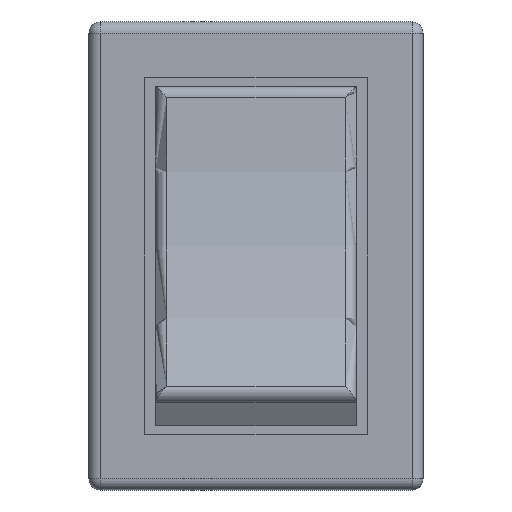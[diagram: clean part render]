
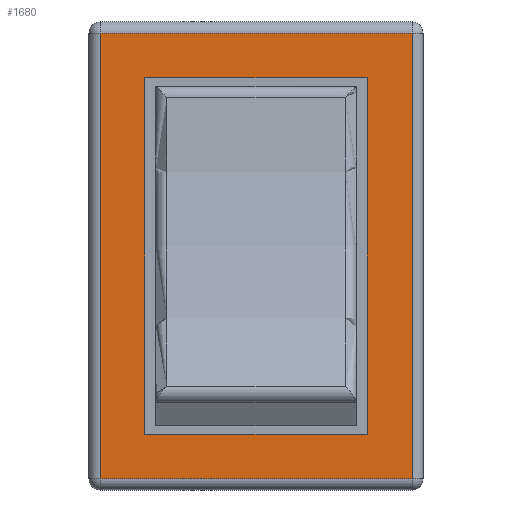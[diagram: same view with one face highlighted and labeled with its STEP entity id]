
A CAD part, front view. The second image highlights one B-rep face of the part: STEP entity #1680.
In plain terms, the highlighted planar face has unit normal (0, -1, 0).
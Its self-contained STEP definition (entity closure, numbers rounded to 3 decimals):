
#677 = CYLINDRICAL_SURFACE('',#678,0.5);
#678 = AXIS2_PLACEMENT_3D('',#679,#680,#681);
#679 = CARTESIAN_POINT('',(-1.,-1.5,19.25));
#680 = DIRECTION('',(1.,0.,0.));
#681 = DIRECTION('',(0.,0.,1.));
#925 = PLANE('',#926);
#926 = AXIS2_PLACEMENT_3D('',#927,#928,#929);
#927 = CARTESIAN_POINT('',(1.5,0.,1.25));
#928 = DIRECTION('',(0.,0.,1.));
#929 = DIRECTION('',(1.,0.,0.));
#953 = PLANE('',#954);
#954 = AXIS2_PLACEMENT_3D('',#955,#956,#957);
#955 = CARTESIAN_POINT('',(11.5,0.,1.25));
#956 = DIRECTION('',(-1.,0.,0.));
#957 = DIRECTION('',(0.,0.,1.));
#981 = PLANE('',#982);
#982 = AXIS2_PLACEMENT_3D('',#983,#984,#985);
#983 = CARTESIAN_POINT('',(11.5,0.,17.25));
#984 = DIRECTION('',(0.,0.,-1.));
#985 = DIRECTION('',(-1.,0.,0.));
#1007 = PLANE('',#1008);
#1008 = AXIS2_PLACEMENT_3D('',#1009,#1010,#1011);
#1009 = CARTESIAN_POINT('',(1.5,0.,17.25));
#1010 = DIRECTION('',(1.,0.,0.));
#1011 = DIRECTION('',(0.,0.,-1.));
#1128 = VERTEX_POINT('',#1129);
#1129 = CARTESIAN_POINT('',(-0.5,-2.,19.25));
#1149 = EDGE_CURVE('',#1128,#1150,#1152,.T.);
#1150 = VERTEX_POINT('',#1151);
#1151 = CARTESIAN_POINT('',(13.5,-2.,19.25));
#1152 = SURFACE_CURVE('',#1153,(#1157,#1163),.PCURVE_S1.);
#1153 = LINE('',#1154,#1155);
#1154 = CARTESIAN_POINT('',(-1.,-2.,19.25));
#1155 = VECTOR('',#1156,1.);
#1156 = DIRECTION('',(1.,0.,0.));
#1157 = PCURVE('',#677,#1158);
#1158 = DEFINITIONAL_REPRESENTATION('',(#1159),#1162);
#1159 = B_SPLINE_CURVE_WITH_KNOTS('',1,(#1160,#1161),.UNSPECIFIED.,.F.,
  .F.,(2,2),(0.5,14.5),.PIECEWISE_BEZIER_KNOTS.);
#1160 = CARTESIAN_POINT('',(1.571,0.5));
#1161 = CARTESIAN_POINT('',(1.571,14.5));
#1162 = ( GEOMETRIC_REPRESENTATION_CONTEXT(2) 
PARAMETRIC_REPRESENTATION_CONTEXT() REPRESENTATION_CONTEXT('2D SPACE',''
  ) );
#1163 = PCURVE('',#1164,#1169);
#1164 = PLANE('',#1165);
#1165 = AXIS2_PLACEMENT_3D('',#1166,#1167,#1168);
#1166 = CARTESIAN_POINT('',(6.5,-2.,9.25));
#1167 = DIRECTION('',(0.,1.,0.));
#1168 = DIRECTION('',(0.,0.,1.));
#1169 = DEFINITIONAL_REPRESENTATION('',(#1170),#1174);
#1170 = LINE('',#1171,#1172);
#1171 = CARTESIAN_POINT('',(10.,-7.5));
#1172 = VECTOR('',#1173,1.);
#1173 = DIRECTION('',(0.,1.));
#1174 = ( GEOMETRIC_REPRESENTATION_CONTEXT(2) 
PARAMETRIC_REPRESENTATION_CONTEXT() REPRESENTATION_CONTEXT('2D SPACE',''
  ) );
#1236 = CYLINDRICAL_SURFACE('',#1237,0.5);
#1237 = AXIS2_PLACEMENT_3D('',#1238,#1239,#1240);
#1238 = CARTESIAN_POINT('',(-0.5,-1.5,-1.25));
#1239 = DIRECTION('',(0.,0.,1.));
#1240 = DIRECTION('',(-1.,0.,0.));
#1269 = CYLINDRICAL_SURFACE('',#1270,0.5);
#1270 = AXIS2_PLACEMENT_3D('',#1271,#1272,#1273);
#1271 = CARTESIAN_POINT('',(13.5,-1.5,19.75));
#1272 = DIRECTION('',(0.,0.,-1.));
#1273 = DIRECTION('',(1.,0.,0.));
#1423 = CYLINDRICAL_SURFACE('',#1424,0.5);
#1424 = AXIS2_PLACEMENT_3D('',#1425,#1426,#1427);
#1425 = CARTESIAN_POINT('',(14.,-1.5,-0.75));
#1426 = DIRECTION('',(-1.,0.,0.));
#1427 = DIRECTION('',(0.,0.,-1.));
#1439 = VERTEX_POINT('',#1440);
#1440 = CARTESIAN_POINT('',(1.5,-2.,1.25));
#1461 = EDGE_CURVE('',#1439,#1462,#1464,.T.);
#1462 = VERTEX_POINT('',#1463);
#1463 = CARTESIAN_POINT('',(11.5,-2.,1.25));
#1464 = SURFACE_CURVE('',#1465,(#1469,#1476),.PCURVE_S1.);
#1465 = LINE('',#1466,#1467);
#1466 = CARTESIAN_POINT('',(1.5,-2.,1.25));
#1467 = VECTOR('',#1468,1.);
#1468 = DIRECTION('',(1.,0.,0.));
#1469 = PCURVE('',#925,#1470);
#1470 = DEFINITIONAL_REPRESENTATION('',(#1471),#1475);
#1471 = LINE('',#1472,#1473);
#1472 = CARTESIAN_POINT('',(0.,-2.));
#1473 = VECTOR('',#1474,1.);
#1474 = DIRECTION('',(1.,0.));
#1475 = ( GEOMETRIC_REPRESENTATION_CONTEXT(2) 
PARAMETRIC_REPRESENTATION_CONTEXT() REPRESENTATION_CONTEXT('2D SPACE',''
  ) );
#1476 = PCURVE('',#1164,#1477);
#1477 = DEFINITIONAL_REPRESENTATION('',(#1478),#1482);
#1478 = LINE('',#1479,#1480);
#1479 = CARTESIAN_POINT('',(-8.,-5.));
#1480 = VECTOR('',#1481,1.);
#1481 = DIRECTION('',(0.,1.));
#1482 = ( GEOMETRIC_REPRESENTATION_CONTEXT(2) 
PARAMETRIC_REPRESENTATION_CONTEXT() REPRESENTATION_CONTEXT('2D SPACE',''
  ) );
#1510 = EDGE_CURVE('',#1462,#1511,#1513,.T.);
#1511 = VERTEX_POINT('',#1512);
#1512 = CARTESIAN_POINT('',(11.5,-2.,17.25));
#1513 = SURFACE_CURVE('',#1514,(#1518,#1525),.PCURVE_S1.);
#1514 = LINE('',#1515,#1516);
#1515 = CARTESIAN_POINT('',(11.5,-2.,1.25));
#1516 = VECTOR('',#1517,1.);
#1517 = DIRECTION('',(0.,0.,1.));
#1518 = PCURVE('',#953,#1519);
#1519 = DEFINITIONAL_REPRESENTATION('',(#1520),#1524);
#1520 = LINE('',#1521,#1522);
#1521 = CARTESIAN_POINT('',(0.,-2.));
#1522 = VECTOR('',#1523,1.);
#1523 = DIRECTION('',(1.,0.));
#1524 = ( GEOMETRIC_REPRESENTATION_CONTEXT(2) 
PARAMETRIC_REPRESENTATION_CONTEXT() REPRESENTATION_CONTEXT('2D SPACE',''
  ) );
#1525 = PCURVE('',#1164,#1526);
#1526 = DEFINITIONAL_REPRESENTATION('',(#1527),#1531);
#1527 = LINE('',#1528,#1529);
#1528 = CARTESIAN_POINT('',(-8.,5.));
#1529 = VECTOR('',#1530,1.);
#1530 = DIRECTION('',(1.,0.));
#1531 = ( GEOMETRIC_REPRESENTATION_CONTEXT(2) 
PARAMETRIC_REPRESENTATION_CONTEXT() REPRESENTATION_CONTEXT('2D SPACE',''
  ) );
#1559 = EDGE_CURVE('',#1511,#1560,#1562,.T.);
#1560 = VERTEX_POINT('',#1561);
#1561 = CARTESIAN_POINT('',(1.5,-2.,17.25));
#1562 = SURFACE_CURVE('',#1563,(#1567,#1574),.PCURVE_S1.);
#1563 = LINE('',#1564,#1565);
#1564 = CARTESIAN_POINT('',(11.5,-2.,17.25));
#1565 = VECTOR('',#1566,1.);
#1566 = DIRECTION('',(-1.,0.,0.));
#1567 = PCURVE('',#981,#1568);
#1568 = DEFINITIONAL_REPRESENTATION('',(#1569),#1573);
#1569 = LINE('',#1570,#1571);
#1570 = CARTESIAN_POINT('',(0.,-2.));
#1571 = VECTOR('',#1572,1.);
#1572 = DIRECTION('',(1.,0.));
#1573 = ( GEOMETRIC_REPRESENTATION_CONTEXT(2) 
PARAMETRIC_REPRESENTATION_CONTEXT() REPRESENTATION_CONTEXT('2D SPACE',''
  ) );
#1574 = PCURVE('',#1164,#1575);
#1575 = DEFINITIONAL_REPRESENTATION('',(#1576),#1580);
#1576 = LINE('',#1577,#1578);
#1577 = CARTESIAN_POINT('',(8.,5.));
#1578 = VECTOR('',#1579,1.);
#1579 = DIRECTION('',(0.,-1.));
#1580 = ( GEOMETRIC_REPRESENTATION_CONTEXT(2) 
PARAMETRIC_REPRESENTATION_CONTEXT() REPRESENTATION_CONTEXT('2D SPACE',''
  ) );
#1608 = EDGE_CURVE('',#1560,#1439,#1609,.T.);
#1609 = SURFACE_CURVE('',#1610,(#1614,#1621),.PCURVE_S1.);
#1610 = LINE('',#1611,#1612);
#1611 = CARTESIAN_POINT('',(1.5,-2.,17.25));
#1612 = VECTOR('',#1613,1.);
#1613 = DIRECTION('',(0.,0.,-1.));
#1614 = PCURVE('',#1007,#1615);
#1615 = DEFINITIONAL_REPRESENTATION('',(#1616),#1620);
#1616 = LINE('',#1617,#1618);
#1617 = CARTESIAN_POINT('',(0.,-2.));
#1618 = VECTOR('',#1619,1.);
#1619 = DIRECTION('',(1.,0.));
#1620 = ( GEOMETRIC_REPRESENTATION_CONTEXT(2) 
PARAMETRIC_REPRESENTATION_CONTEXT() REPRESENTATION_CONTEXT('2D SPACE',''
  ) );
#1621 = PCURVE('',#1164,#1622);
#1622 = DEFINITIONAL_REPRESENTATION('',(#1623),#1627);
#1623 = LINE('',#1624,#1625);
#1624 = CARTESIAN_POINT('',(8.,-5.));
#1625 = VECTOR('',#1626,1.);
#1626 = DIRECTION('',(-1.,0.));
#1627 = ( GEOMETRIC_REPRESENTATION_CONTEXT(2) 
PARAMETRIC_REPRESENTATION_CONTEXT() REPRESENTATION_CONTEXT('2D SPACE',''
  ) );
#1680 = ADVANCED_FACE('',(#1681,#1748),#1164,.F.);
#1681 = FACE_BOUND('',#1682,.F.);
#1682 = EDGE_LOOP('',(#1683,#1684,#1706,#1728));
#1683 = ORIENTED_EDGE('',*,*,#1149,.T.);
#1684 = ORIENTED_EDGE('',*,*,#1685,.T.);
#1685 = EDGE_CURVE('',#1150,#1686,#1688,.T.);
#1686 = VERTEX_POINT('',#1687);
#1687 = CARTESIAN_POINT('',(13.5,-2.,-0.75));
#1688 = SURFACE_CURVE('',#1689,(#1693,#1700),.PCURVE_S1.);
#1689 = LINE('',#1690,#1691);
#1690 = CARTESIAN_POINT('',(13.5,-2.,19.75));
#1691 = VECTOR('',#1692,1.);
#1692 = DIRECTION('',(0.,0.,-1.));
#1693 = PCURVE('',#1164,#1694);
#1694 = DEFINITIONAL_REPRESENTATION('',(#1695),#1699);
#1695 = LINE('',#1696,#1697);
#1696 = CARTESIAN_POINT('',(10.5,7.));
#1697 = VECTOR('',#1698,1.);
#1698 = DIRECTION('',(-1.,0.));
#1699 = ( GEOMETRIC_REPRESENTATION_CONTEXT(2) 
PARAMETRIC_REPRESENTATION_CONTEXT() REPRESENTATION_CONTEXT('2D SPACE',''
  ) );
#1700 = PCURVE('',#1269,#1701);
#1701 = DEFINITIONAL_REPRESENTATION('',(#1702),#1705);
#1702 = B_SPLINE_CURVE_WITH_KNOTS('',1,(#1703,#1704),.UNSPECIFIED.,.F.,
  .F.,(2,2),(0.5,20.5),.PIECEWISE_BEZIER_KNOTS.);
#1703 = CARTESIAN_POINT('',(1.571,0.5));
#1704 = CARTESIAN_POINT('',(1.571,20.5));
#1705 = ( GEOMETRIC_REPRESENTATION_CONTEXT(2) 
PARAMETRIC_REPRESENTATION_CONTEXT() REPRESENTATION_CONTEXT('2D SPACE',''
  ) );
#1706 = ORIENTED_EDGE('',*,*,#1707,.T.);
#1707 = EDGE_CURVE('',#1686,#1708,#1710,.T.);
#1708 = VERTEX_POINT('',#1709);
#1709 = CARTESIAN_POINT('',(-0.5,-2.,-0.75));
#1710 = SURFACE_CURVE('',#1711,(#1715,#1722),.PCURVE_S1.);
#1711 = LINE('',#1712,#1713);
#1712 = CARTESIAN_POINT('',(14.,-2.,-0.75));
#1713 = VECTOR('',#1714,1.);
#1714 = DIRECTION('',(-1.,0.,0.));
#1715 = PCURVE('',#1164,#1716);
#1716 = DEFINITIONAL_REPRESENTATION('',(#1717),#1721);
#1717 = LINE('',#1718,#1719);
#1718 = CARTESIAN_POINT('',(-10.,7.5));
#1719 = VECTOR('',#1720,1.);
#1720 = DIRECTION('',(0.,-1.));
#1721 = ( GEOMETRIC_REPRESENTATION_CONTEXT(2) 
PARAMETRIC_REPRESENTATION_CONTEXT() REPRESENTATION_CONTEXT('2D SPACE',''
  ) );
#1722 = PCURVE('',#1423,#1723);
#1723 = DEFINITIONAL_REPRESENTATION('',(#1724),#1727);
#1724 = B_SPLINE_CURVE_WITH_KNOTS('',1,(#1725,#1726),.UNSPECIFIED.,.F.,
  .F.,(2,2),(0.5,14.5),.PIECEWISE_BEZIER_KNOTS.);
#1725 = CARTESIAN_POINT('',(1.571,0.5));
#1726 = CARTESIAN_POINT('',(1.571,14.5));
#1727 = ( GEOMETRIC_REPRESENTATION_CONTEXT(2) 
PARAMETRIC_REPRESENTATION_CONTEXT() REPRESENTATION_CONTEXT('2D SPACE',''
  ) );
#1728 = ORIENTED_EDGE('',*,*,#1729,.T.);
#1729 = EDGE_CURVE('',#1708,#1128,#1730,.T.);
#1730 = SURFACE_CURVE('',#1731,(#1735,#1742),.PCURVE_S1.);
#1731 = LINE('',#1732,#1733);
#1732 = CARTESIAN_POINT('',(-0.5,-2.,-1.25));
#1733 = VECTOR('',#1734,1.);
#1734 = DIRECTION('',(0.,0.,1.));
#1735 = PCURVE('',#1164,#1736);
#1736 = DEFINITIONAL_REPRESENTATION('',(#1737),#1741);
#1737 = LINE('',#1738,#1739);
#1738 = CARTESIAN_POINT('',(-10.5,-7.));
#1739 = VECTOR('',#1740,1.);
#1740 = DIRECTION('',(1.,0.));
#1741 = ( GEOMETRIC_REPRESENTATION_CONTEXT(2) 
PARAMETRIC_REPRESENTATION_CONTEXT() REPRESENTATION_CONTEXT('2D SPACE',''
  ) );
#1742 = PCURVE('',#1236,#1743);
#1743 = DEFINITIONAL_REPRESENTATION('',(#1744),#1747);
#1744 = B_SPLINE_CURVE_WITH_KNOTS('',1,(#1745,#1746),.UNSPECIFIED.,.F.,
  .F.,(2,2),(0.5,20.5),.PIECEWISE_BEZIER_KNOTS.);
#1745 = CARTESIAN_POINT('',(1.571,0.5));
#1746 = CARTESIAN_POINT('',(1.571,20.5));
#1747 = ( GEOMETRIC_REPRESENTATION_CONTEXT(2) 
PARAMETRIC_REPRESENTATION_CONTEXT() REPRESENTATION_CONTEXT('2D SPACE',''
  ) );
#1748 = FACE_BOUND('',#1749,.F.);
#1749 = EDGE_LOOP('',(#1750,#1751,#1752,#1753));
#1750 = ORIENTED_EDGE('',*,*,#1461,.T.);
#1751 = ORIENTED_EDGE('',*,*,#1510,.T.);
#1752 = ORIENTED_EDGE('',*,*,#1559,.T.);
#1753 = ORIENTED_EDGE('',*,*,#1608,.T.);
